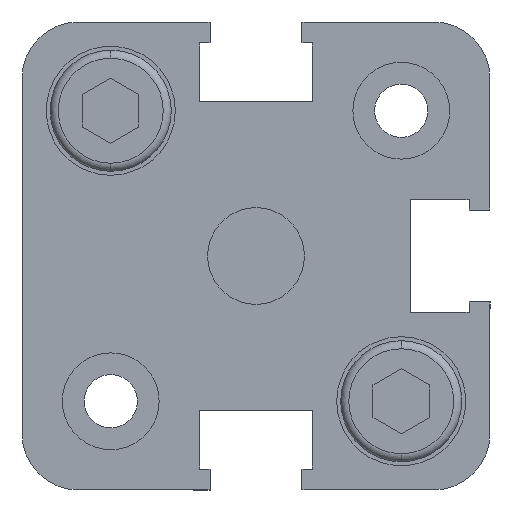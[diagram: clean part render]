
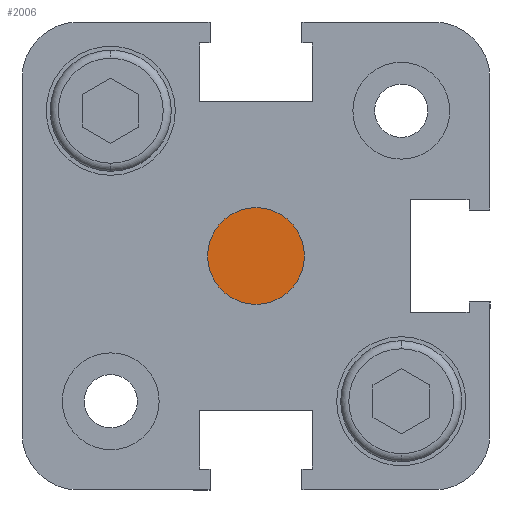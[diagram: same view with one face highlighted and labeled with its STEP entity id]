
A CAD part, left-side view. The second image highlights one B-rep face of the part: STEP entity #2006.
In plain terms, the highlighted planar face has unit normal (-1, 0, 0).
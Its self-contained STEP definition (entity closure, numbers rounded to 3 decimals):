
#329 = AXIS2_PLACEMENT_3D ( 'NONE', #3997, #4000, #4001 ) ;
#503 = AXIS2_PLACEMENT_3D ( 'NONE', #6546, #6548, #6549 ) ;
#513 = AXIS2_PLACEMENT_3D ( 'NONE', #6656, #6657, #6658 ) ;
#766 = ORIENTED_EDGE ( 'NONE', *, *, #5268, .T. ) ;
#767 = ORIENTED_EDGE ( 'NONE', *, *, #5224, .T. ) ;
#847 = EDGE_LOOP ( 'NONE', ( #766, #767 ) ) ;
#2006 = ADVANCED_FACE ( 'NONE', ( #2645 ), #3998, .F. ) ;
#2211 = VERTEX_POINT ( 'NONE', #4495 ) ;
#2227 = VERTEX_POINT ( 'NONE', #4511 ) ;
#2645 = FACE_OUTER_BOUND ( 'NONE', #847, .T. ) ;
#3169 = CIRCLE ( 'NONE', #503, 3. ) ;
#3234 = CIRCLE ( 'NONE', #513, 3. ) ;
#3997 = CARTESIAN_POINT ( 'NONE',  ( 4., 0., 0. ) ) ;
#3998 = PLANE ( 'NONE',  #329 ) ;
#4000 = DIRECTION ( 'NONE',  ( 1., 0., 0. ) ) ;
#4001 = DIRECTION ( 'NONE',  ( 0., 0., -1. ) ) ;
#4495 = CARTESIAN_POINT ( 'NONE',  ( 4., 0., 3. ) ) ;
#4511 = CARTESIAN_POINT ( 'NONE',  ( 4., 0., -3. ) ) ;
#5224 = EDGE_CURVE ( 'NONE', #2227, #2211, #3169, .T. ) ;
#5268 = EDGE_CURVE ( 'NONE', #2211, #2227, #3234, .T. ) ;
#6546 = CARTESIAN_POINT ( 'NONE',  ( 4., 0., 0. ) ) ;
#6548 = DIRECTION ( 'NONE',  ( -1., 0., 0. ) ) ;
#6549 = DIRECTION ( 'NONE',  ( 0., 0., 1. ) ) ;
#6656 = CARTESIAN_POINT ( 'NONE',  ( 4., 0., 0. ) ) ;
#6657 = DIRECTION ( 'NONE',  ( -1., 0., 0. ) ) ;
#6658 = DIRECTION ( 'NONE',  ( 0., 0., 1. ) ) ;
